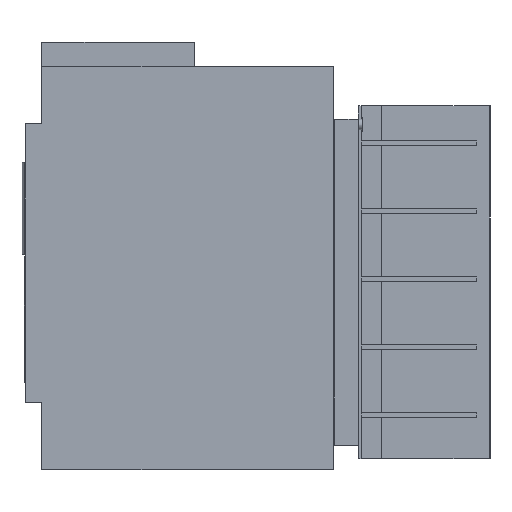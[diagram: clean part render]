
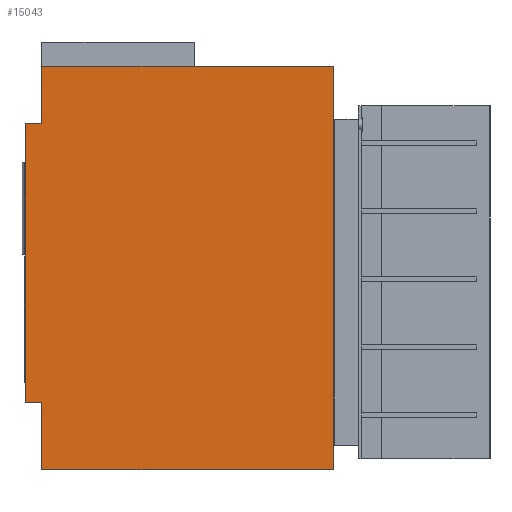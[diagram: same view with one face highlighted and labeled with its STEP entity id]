
A CAD part, left-side view. The second image highlights one B-rep face of the part: STEP entity #15043.
In plain terms, the highlighted planar face has unit normal (-1, 0, 0).
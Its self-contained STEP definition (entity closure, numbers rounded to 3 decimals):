
#14847=CARTESIAN_POINT('Vertex',(-155.5,167.,33.)) ;
#14850=CARTESIAN_POINT('Line Origine',(-155.5,174.,33.)) ;
#14854=CARTESIAN_POINT('Vertex',(-155.5,181.,33.)) ;
#14924=CARTESIAN_POINT('Vertex',(-155.5,167.,-24.5)) ;
#14927=CARTESIAN_POINT('Line Origine',(-155.5,167.,4.25)) ;
#14988=CARTESIAN_POINT('Axis2P3D Location',(-155.5,51.667,1.822)) ;
#14993=CARTESIAN_POINT('Line Origine',(-155.5,43.,-24.5)) ;
#14997=CARTESIAN_POINT('Vertex',(-155.5,-81.,-24.5)) ;
#15000=CARTESIAN_POINT('Line Origine',(-155.5,-81.,147.)) ;
#15004=CARTESIAN_POINT('Vertex',(-155.5,-81.,318.5)) ;
#15007=CARTESIAN_POINT('Line Origine',(-155.5,43.,318.5)) ;
#15011=CARTESIAN_POINT('Vertex',(-155.5,167.,318.5)) ;
#15014=CARTESIAN_POINT('Line Origine',(-155.5,167.,294.)) ;
#15018=CARTESIAN_POINT('Vertex',(-155.5,167.,269.5)) ;
#15021=CARTESIAN_POINT('Line Origine',(-155.5,174.,269.5)) ;
#15025=CARTESIAN_POINT('Vertex',(-155.5,181.,269.5)) ;
#15028=CARTESIAN_POINT('Line Origine',(-155.5,181.,151.25)) ;
#14851=DIRECTION('Vector Direction',(0.,-1.,0.)) ;
#14928=DIRECTION('Vector Direction',(0.,0.,1.)) ;
#14989=DIRECTION('Axis2P3D Direction',(1.,0.,0.)) ;
#14990=DIRECTION('Axis2P3D XDirection',(0.,1.,0.)) ;
#14994=DIRECTION('Vector Direction',(0.,-1.,0.)) ;
#15001=DIRECTION('Vector Direction',(0.,0.,-1.)) ;
#15008=DIRECTION('Vector Direction',(0.,1.,0.)) ;
#15015=DIRECTION('Vector Direction',(0.,0.,1.)) ;
#15022=DIRECTION('Vector Direction',(0.,-1.,0.)) ;
#15029=DIRECTION('Vector Direction',(0.,0.,-1.)) ;
#14991=AXIS2_PLACEMENT_3D('Plane Axis2P3D',#14988,#14989,#14990) ;
#15034=ORIENTED_EDGE('',*,*,#14931,.F.) ;
#15035=ORIENTED_EDGE('',*,*,#14999,.F.) ;
#15036=ORIENTED_EDGE('',*,*,#15006,.F.) ;
#15037=ORIENTED_EDGE('',*,*,#15013,.F.) ;
#15038=ORIENTED_EDGE('',*,*,#15020,.F.) ;
#15039=ORIENTED_EDGE('',*,*,#15027,.F.) ;
#15040=ORIENTED_EDGE('',*,*,#15032,.F.) ;
#15041=ORIENTED_EDGE('',*,*,#14856,.T.) ;
#14852=VECTOR('Line Direction',#14851,1.) ;
#14929=VECTOR('Line Direction',#14928,1.) ;
#14995=VECTOR('Line Direction',#14994,1.) ;
#15002=VECTOR('Line Direction',#15001,1.) ;
#15009=VECTOR('Line Direction',#15008,1.) ;
#15016=VECTOR('Line Direction',#15015,1.) ;
#15023=VECTOR('Line Direction',#15022,1.) ;
#15030=VECTOR('Line Direction',#15029,1.) ;
#15043=ADVANCED_FACE('RX0473001_1PA_001_00_SIMULACRO_PF_N0_III',(#15042),#14992,.F.) ;
#14856=EDGE_CURVE('',#14855,#14848,#14853,.T.) ;
#14931=EDGE_CURVE('',#14925,#14848,#14930,.T.) ;
#14999=EDGE_CURVE('',#14998,#14925,#14996,.F.) ;
#15006=EDGE_CURVE('',#15005,#14998,#15003,.T.) ;
#15013=EDGE_CURVE('',#15012,#15005,#15010,.F.) ;
#15020=EDGE_CURVE('',#15019,#15012,#15017,.T.) ;
#15027=EDGE_CURVE('',#15026,#15019,#15024,.T.) ;
#15032=EDGE_CURVE('',#14855,#15026,#15031,.F.) ;
#15033=EDGE_LOOP('',(#15034,#15035,#15036,#15037,#15038,#15039,#15040,#15041)) ;
#15042=FACE_OUTER_BOUND('',#15033,.T.) ;
#14853=LINE('Line',#14850,#14852) ;
#14930=LINE('Line',#14927,#14929) ;
#14996=LINE('Line',#14993,#14995) ;
#15003=LINE('Line',#15000,#15002) ;
#15010=LINE('Line',#15007,#15009) ;
#15017=LINE('Line',#15014,#15016) ;
#15024=LINE('Line',#15021,#15023) ;
#15031=LINE('Line',#15028,#15030) ;
#14992=PLANE('',#14991) ;
#14848=VERTEX_POINT('',#14847) ;
#14855=VERTEX_POINT('',#14854) ;
#14925=VERTEX_POINT('',#14924) ;
#14998=VERTEX_POINT('',#14997) ;
#15005=VERTEX_POINT('',#15004) ;
#15012=VERTEX_POINT('',#15011) ;
#15019=VERTEX_POINT('',#15018) ;
#15026=VERTEX_POINT('',#15025) ;
